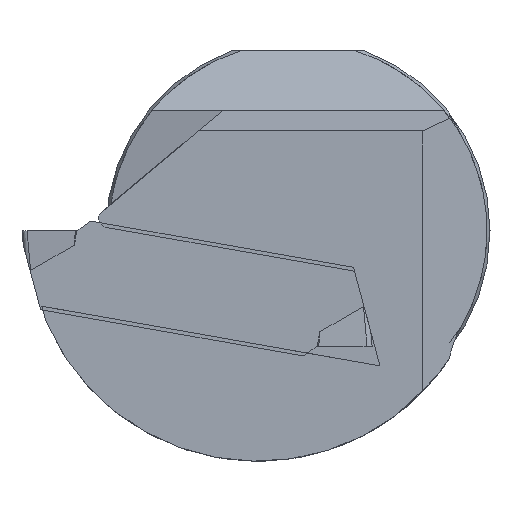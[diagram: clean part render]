
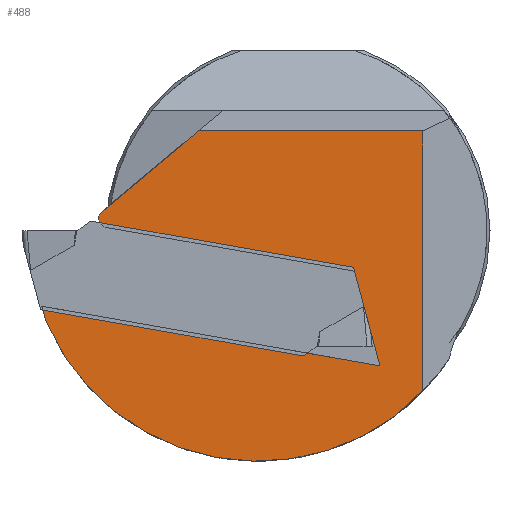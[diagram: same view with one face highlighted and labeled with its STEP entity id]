
A CAD part, left-side view. The second image highlights one B-rep face of the part: STEP entity #488.
In plain terms, the highlighted planar face has unit normal (-1, 0, 0).
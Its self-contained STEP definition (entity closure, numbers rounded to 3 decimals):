
#54=CIRCLE('',#1380,19.2);
#55=CIRCLE('',#1381,0.8);
#488=ADVANCED_FACE('',(#577),#536,.T.);
#536=PLANE('',#1382);
#577=FACE_OUTER_BOUND('',#628,.T.);
#628=EDGE_LOOP('',(#805,#806,#807,#808,#809,#810,#811,#812,#813));
#805=ORIENTED_EDGE('',*,*,#1101,.T.);
#806=ORIENTED_EDGE('',*,*,#1102,.T.);
#807=ORIENTED_EDGE('',*,*,#1103,.T.);
#808=ORIENTED_EDGE('',*,*,#1104,.T.);
#809=ORIENTED_EDGE('',*,*,#1105,.F.);
#810=ORIENTED_EDGE('',*,*,#1106,.F.);
#811=ORIENTED_EDGE('',*,*,#1107,.T.);
#812=ORIENTED_EDGE('',*,*,#1108,.T.);
#813=ORIENTED_EDGE('',*,*,#1109,.T.);
#991=VERTEX_POINT('',#1829);
#992=VERTEX_POINT('',#1830);
#993=VERTEX_POINT('',#1832);
#994=VERTEX_POINT('',#1834);
#995=VERTEX_POINT('',#1836);
#996=VERTEX_POINT('',#1838);
#997=VERTEX_POINT('',#1840);
#998=VERTEX_POINT('',#1842);
#999=VERTEX_POINT('',#1844);
#1101=EDGE_CURVE('',#991,#992,#1222,.T.);
#1102=EDGE_CURVE('',#992,#993,#1223,.T.);
#1103=EDGE_CURVE('',#993,#994,#1224,.T.);
#1104=EDGE_CURVE('',#994,#995,#54,.T.);
#1105=EDGE_CURVE('',#996,#995,#1225,.T.);
#1106=EDGE_CURVE('',#997,#996,#1226,.T.);
#1107=EDGE_CURVE('',#997,#998,#1227,.T.);
#1108=EDGE_CURVE('',#998,#999,#55,.T.);
#1109=EDGE_CURVE('',#999,#991,#1228,.T.);
#1222=LINE('',#1828,#1307);
#1223=LINE('',#1831,#1308);
#1224=LINE('',#1833,#1309);
#1225=LINE('',#1837,#1310);
#1226=LINE('',#1839,#1311);
#1227=LINE('',#1841,#1312);
#1228=LINE('',#1845,#1313);
#1307=VECTOR('',#1561,1.);
#1308=VECTOR('',#1562,1.);
#1309=VECTOR('',#1563,1.);
#1310=VECTOR('',#1566,1.);
#1311=VECTOR('',#1567,1.);
#1312=VECTOR('',#1568,1.);
#1313=VECTOR('',#1571,1.);
#1380=AXIS2_PLACEMENT_3D('',#1835,#1564,#1565);
#1381=AXIS2_PLACEMENT_3D('',#1843,#1569,#1570);
#1382=AXIS2_PLACEMENT_3D('',#1846,#1572,#1573);
#1561=DIRECTION('',(0.,-0.259,-0.966));
#1562=DIRECTION('',(0.,0.985,0.174));
#1563=DIRECTION('',(0.,-0.259,-0.966));
#1564=DIRECTION('',(-1.,0.,0.));
#1565=DIRECTION('',(0.,1.,0.));
#1566=DIRECTION('',(0.,0.,-1.));
#1567=DIRECTION('',(0.,-1.,0.));
#1568=DIRECTION('',(0.,0.766,-0.643));
#1569=DIRECTION('',(-1.,0.,0.));
#1570=DIRECTION('',(0.,1.,0.));
#1571=DIRECTION('',(0.,-0.985,-0.174));
#1572=DIRECTION('',(-1.,0.,0.));
#1573=DIRECTION('',(0.,1.,0.));
#1828=CARTESIAN_POINT('',(0.4,-3.554,0.952));
#1829=CARTESIAN_POINT('',(0.4,-4.711,-3.363));
#1830=CARTESIAN_POINT('',(0.4,-6.824,-11.25));
#1831=CARTESIAN_POINT('',(0.4,1.718,-9.744));
#1832=CARTESIAN_POINT('',(0.4,21.34,-6.284));
#1833=CARTESIAN_POINT('',(0.4,21.481,-5.756));
#1834=CARTESIAN_POINT('',(0.4,20.995,-7.569));
#1835=CARTESIAN_POINT('',(0.4,3.35,0.));
#1836=CARTESIAN_POINT('',(0.4,-10.4,-13.401));
#1837=CARTESIAN_POINT('',(0.4,-10.4,0.));
#1838=CARTESIAN_POINT('',(0.4,-10.4,8.321));
#1839=CARTESIAN_POINT('',(0.4,0.,8.321));
#1840=CARTESIAN_POINT('',(0.4,8.321,8.321));
#1841=CARTESIAN_POINT('',(0.4,7.535,8.98));
#1842=CARTESIAN_POINT('',(0.4,16.496,1.462));
#1843=CARTESIAN_POINT('',(0.4,15.8,1.066));
#1844=CARTESIAN_POINT('',(0.4,15.939,0.278));
#1845=CARTESIAN_POINT('',(0.4,0.433,-2.456));
#1846=CARTESIAN_POINT('',(0.4,0.,0.));
